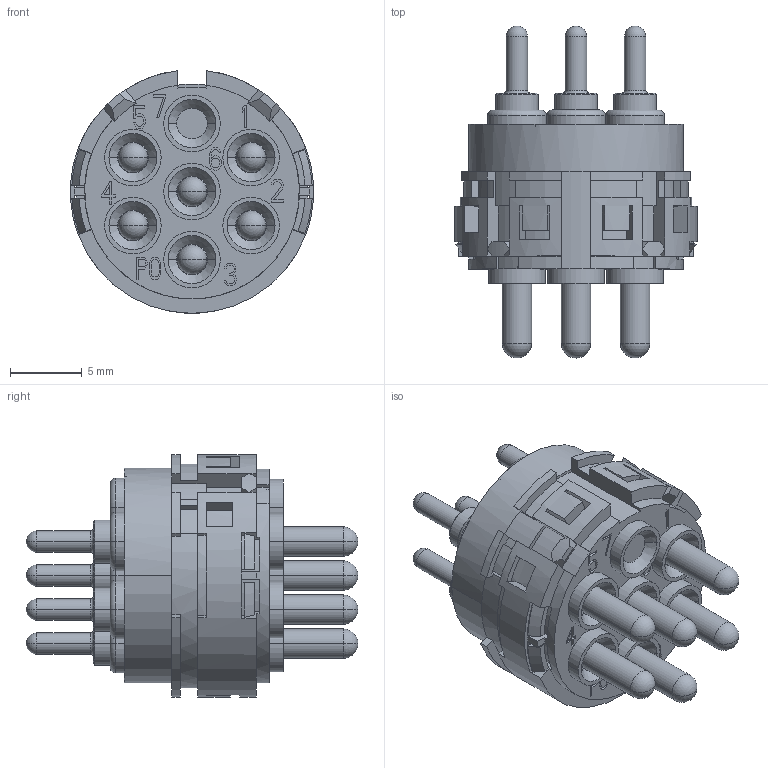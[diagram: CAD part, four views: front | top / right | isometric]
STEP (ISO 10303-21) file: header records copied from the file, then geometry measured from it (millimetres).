
FILE_DESCRIPTION((''),'2;1');
FILE_NAME('HR23-006-THT_SW0001','2017-07-19T',('tc.chen'),(''),'PRO/ENGINEER BY PARAMETRIC TECHNOLOGY CORPORATION, 2012480','PRO/ENGINEER BY PARAMETRIC TECHNOLOGY CORPORATION, 2012480','');
FILE_SCHEMA(('AUTOMOTIVE_DESIGN { 1 0 10303 214 1 1 1 1 }'));
Length unit declared in the file: millimetre
Products named in the file (1): HR23-006-THT_SW0001
Bounding box: 16.96 x 23.17 x 16.94 mm (x, y, z)
Volume: 2121.7 mm3; surface area: 3902.3 mm2
Topology: 1 solids, 1 shells, 1115 faces, 3087 edges, 2006 vertices
Faces by surface type: plane 775, cylinder 206, cone 58, torus 52, sphere 24
Entity records: 43238 total; most frequent: CARTESIAN_POINT 6353, ORIENTED_EDGE 6126, DIRECTION 5970, EDGE_CURVE 3063, VECTOR 2302, LINE 2302, VERTEX_POINT 2006, AXIS2_PLACEMENT_3D 1834
